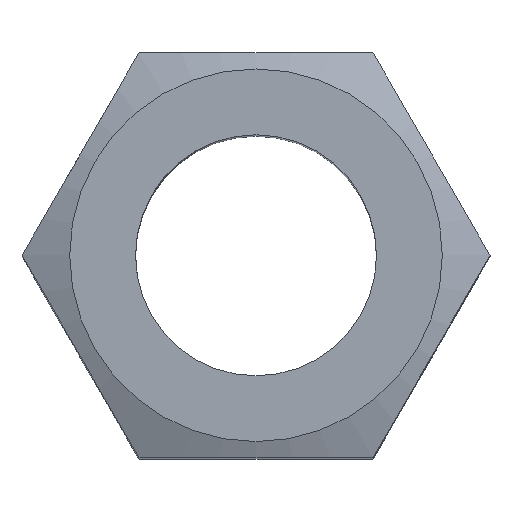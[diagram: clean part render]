
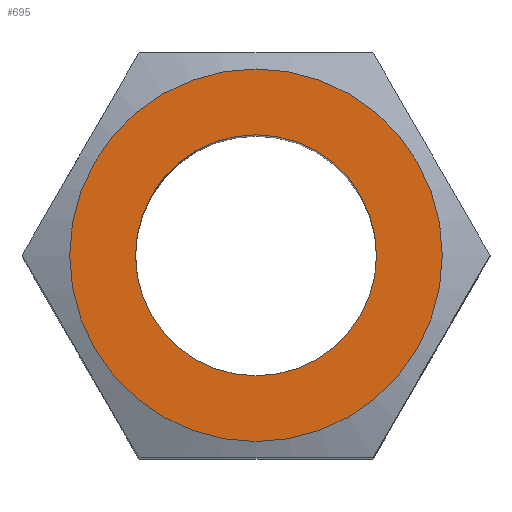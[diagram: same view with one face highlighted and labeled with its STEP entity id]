
A CAD part, top view. The second image highlights one B-rep face of the part: STEP entity #695.
In plain terms, the highlighted planar face has unit normal (0, 0, 1).
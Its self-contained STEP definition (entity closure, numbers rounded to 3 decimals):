
#568=CARTESIAN_POINT('',(-7.815,0.0,17.5));
#569=VERTEX_POINT('',#568);
#570=CARTESIAN_POINT('',(0.0,0.0,17.5));
#571=DIRECTION('',(0.0,0.0,1.0));
#572=DIRECTION('',(-1.0,0.0,0.0));
#573=AXIS2_PLACEMENT_3D('',#570,#571,#572);
#574=CIRCLE('',#573,7.815);
#575=EDGE_CURVE('',#569,#569,#574,.T.);
#648=CARTESIAN_POINT('',(5.053,0.0,17.5));
#649=VERTEX_POINT('',#648);
#650=CARTESIAN_POINT('',(0.0,0.0,17.5));
#651=DIRECTION('',(0.0,0.0,-1.0));
#652=DIRECTION('',(1.0,0.0,0.0));
#653=AXIS2_PLACEMENT_3D('',#650,#651,#652);
#654=CIRCLE('',#653,5.053);
#655=EDGE_CURVE('',#649,#649,#654,.T.);
#684=CARTESIAN_POINT('',(0.,0.,17.5));
#685=DIRECTION('',(0.0,0.0,1.0));
#686=DIRECTION('',(1.0,0.0,0.0));
#687=AXIS2_PLACEMENT_3D('',#684,#685,#686);
#688=PLANE('',#687);
#689=ORIENTED_EDGE('',*,*,#575,.T.);
#690=EDGE_LOOP('',(#689));
#691=FACE_OUTER_BOUND('',#690,.T.);
#692=ORIENTED_EDGE('',*,*,#655,.T.);
#693=EDGE_LOOP('',(#692));
#694=FACE_BOUND('',#693,.T.);
#695=ADVANCED_FACE('',(#691,#694),#688,.T.);
